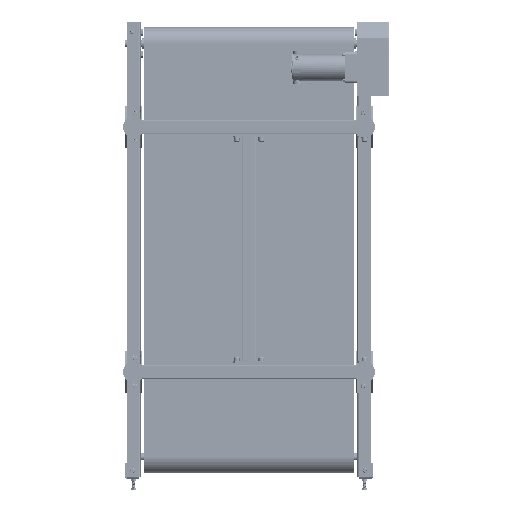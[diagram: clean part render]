
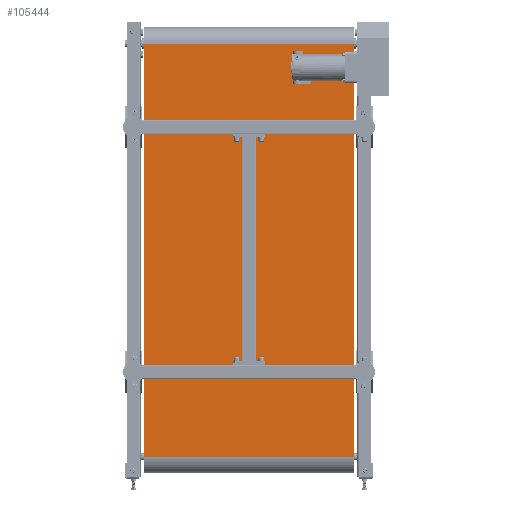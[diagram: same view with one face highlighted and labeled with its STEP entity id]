
A CAD part, front view. The second image highlights one B-rep face of the part: STEP entity #105444.
In plain terms, the highlighted free-form (B-spline) face has degree [1, 1] with [2, 2] control points.
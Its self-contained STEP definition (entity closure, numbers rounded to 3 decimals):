
#105249 = VERTEX_POINT('',#105250);
#105250 = CARTESIAN_POINT('',(402.242,621.078,
    788.729));
#105264 = VERTEX_POINT('',#105265);
#105265 = CARTESIAN_POINT('',(-402.242,621.078,
    788.729));
#105271 = EDGE_CURVE('',#105249,#105264,#105272,.T.);
#105272 = B_SPLINE_CURVE_WITH_KNOTS('',1,(#105273,#105274),
  .UNSPECIFIED.,.F.,.F.,(2,2),(-0.,600.),.PIECEWISE_BEZIER_KNOTS.);
#105273 = CARTESIAN_POINT('',(402.242,621.078,
    788.729));
#105274 = CARTESIAN_POINT('',(-402.242,621.078,
    788.729));
#105295 = EDGE_CURVE('',#105249,#105296,#105298,.T.);
#105296 = VERTEX_POINT('',#105297);
#105297 = CARTESIAN_POINT('',(402.242,621.078,
    -794.582));
#105298 = B_SPLINE_CURVE_WITH_KNOTS('',1,(#105299,#105300),
  .UNSPECIFIED.,.F.,.F.,(2,2),(0.,1180.865),
  .PIECEWISE_BEZIER_KNOTS.);
#105299 = CARTESIAN_POINT('',(402.242,621.078,
    788.729));
#105300 = CARTESIAN_POINT('',(402.242,621.078,
    -794.582));
#105374 = VERTEX_POINT('',#105375);
#105375 = CARTESIAN_POINT('',(-402.242,621.078,
    -794.582));
#105383 = EDGE_CURVE('',#105264,#105374,#105384,.T.);
#105384 = B_SPLINE_CURVE_WITH_KNOTS('',1,(#105385,#105386),
  .UNSPECIFIED.,.F.,.F.,(2,2),(0.,1180.865),
  .PIECEWISE_BEZIER_KNOTS.);
#105385 = CARTESIAN_POINT('',(-402.242,621.078,
    788.729));
#105386 = CARTESIAN_POINT('',(-402.242,621.078,
    -794.582));
#105444 = ADVANCED_FACE('',(#105445),#105455,.F.);
#105445 = FACE_BOUND('',#105446,.T.);
#105446 = EDGE_LOOP('',(#105447,#105448,#105453,#105454));
#105447 = ORIENTED_EDGE('',*,*,#105383,.T.);
#105448 = ORIENTED_EDGE('',*,*,#105449,.F.);
#105449 = EDGE_CURVE('',#105296,#105374,#105450,.T.);
#105450 = B_SPLINE_CURVE_WITH_KNOTS('',1,(#105451,#105452),
  .UNSPECIFIED.,.F.,.F.,(2,2),(-0.,600.),.PIECEWISE_BEZIER_KNOTS.);
#105451 = CARTESIAN_POINT('',(402.242,621.078,
    -794.582));
#105452 = CARTESIAN_POINT('',(-402.242,621.078,
    -794.582));
#105453 = ORIENTED_EDGE('',*,*,#105295,.F.);
#105454 = ORIENTED_EDGE('',*,*,#105271,.T.);
#105455 = B_SPLINE_SURFACE_WITH_KNOTS('',1,1,(
    (#105456,#105457)
    ,(#105458,#105459
    )),.UNSPECIFIED.,.F.,.F.,.F.,(2,2),(2,2),(-1180.865,
    0.),(-600.,0.),.PIECEWISE_BEZIER_KNOTS.);
#105456 = CARTESIAN_POINT('',(-402.242,621.078,
    -794.582));
#105457 = CARTESIAN_POINT('',(402.242,621.078,
    -794.582));
#105458 = CARTESIAN_POINT('',(-402.242,621.078,
    788.729));
#105459 = CARTESIAN_POINT('',(402.242,621.078,
    788.729));
